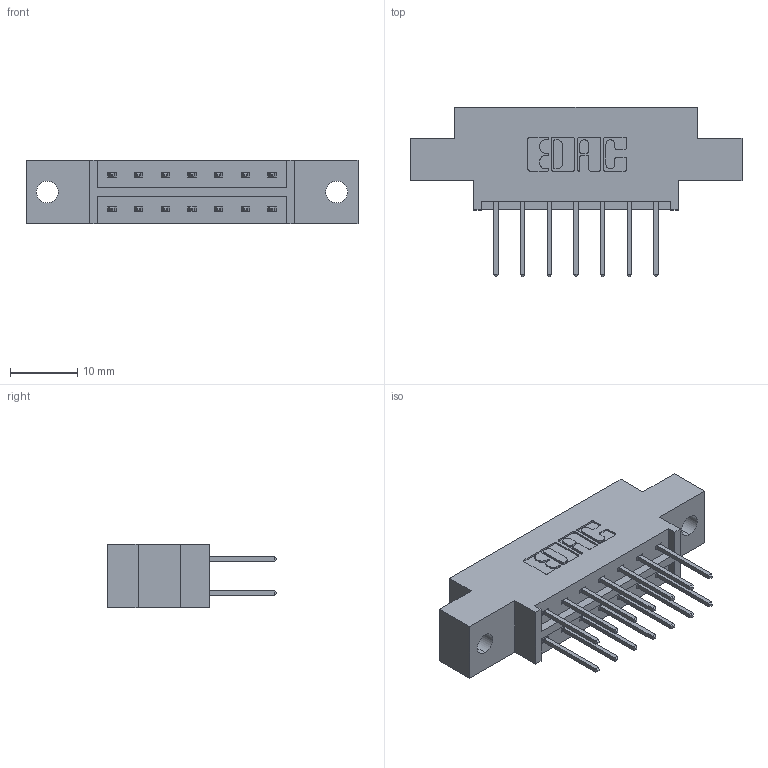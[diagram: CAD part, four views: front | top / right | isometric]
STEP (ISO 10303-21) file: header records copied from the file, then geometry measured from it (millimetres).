
FILE_DESCRIPTION (( 'STEP AP203' ), '1' );
FILE_NAME ('333-014-523-802.STEP', '2018-08-01T02:13:09', ( '' ), ( '' ), 'SwSTEP 2.0', 'SolidWorks 2016', '' );
FILE_SCHEMA (( 'CONFIG_CONTROL_DESIGN' ));
Length unit declared in the file: inch
Products named in the file (3): 345-292-001_345-293-123; 333-014-523-802; 333 Part_Offset - .128 Dia
Assembly tree (15 placements, depth 2):
  333-014-523-802
    333 Part_Offset - .128 Dia
    345-292-001_345-293-123  x14
Bounding box: 49.28 x 25.15 x 9.4 mm (x, y, z)
Volume: 4467.7 mm3; surface area: 4989.2 mm2
Topology: 15 solids, 15 shells, 846 faces, 2493 edges, 1642 vertices
Faces by surface type: plane 578, cylinder 268
Entity records: 9183 total; most frequent: CARTESIAN_POINT 1566, ORIENTED_EDGE 1502, DIRECTION 1399, EDGE_CURVE 751, VECTOR 623, LINE 623, VERTEX_POINT 498, AXIS2_PLACEMENT_3D 388
